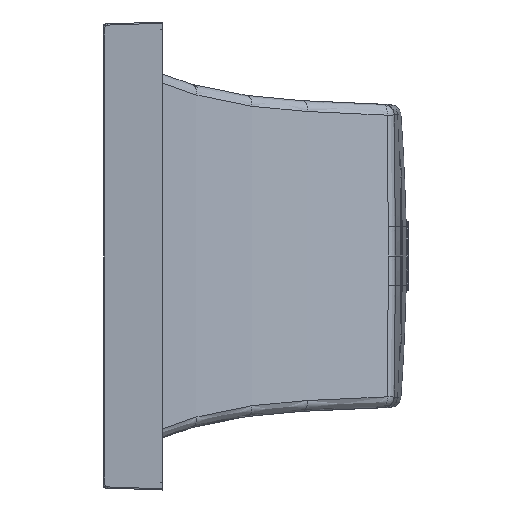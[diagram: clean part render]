
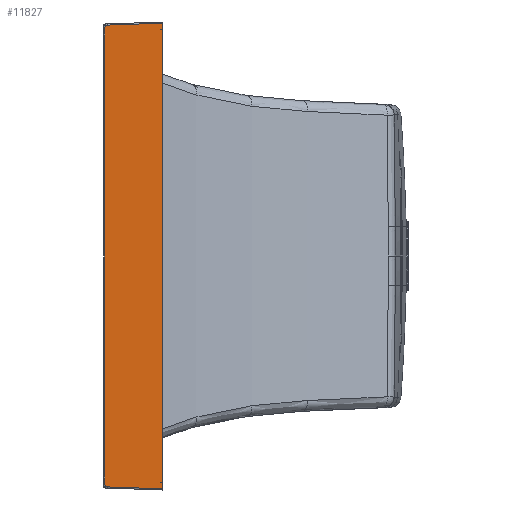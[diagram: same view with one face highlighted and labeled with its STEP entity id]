
A CAD part, left-side view. The second image highlights one B-rep face of the part: STEP entity #11827.
In plain terms, the highlighted planar face has unit normal (-0.999, 0.035, 0).
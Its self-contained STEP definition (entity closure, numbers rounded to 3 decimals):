
#512=CARTESIAN_POINT('',(-975.,-100.,398.001));
#514=DIRECTION('',(0.,0.,-1.));
#515=VECTOR('',#514,796.002);
#516=CARTESIAN_POINT('',(-975.,-100.,398.001));
#517=LINE('',#516,#515);
#518=DIRECTION('',(0.035,0.999,0.035));
#519=VECTOR('',#518,94.257);
#520=CARTESIAN_POINT('',(-975.,-100.,
-398.001));
#521=LINE('',#520,#519);
#522=CARTESIAN_POINT('',(-971.712,-5.858,
-394.714));
#523=CARTESIAN_POINT('',(-971.674,-4.76,
-394.675));
#524=CARTESIAN_POINT('',(-971.636,-3.662,
-394.351));
#525=CARTESIAN_POINT('',(-971.609,-2.896,
-393.611));
#527=CARTESIAN_POINT('',(-971.609,-2.896,
-393.611));
#528=CARTESIAN_POINT('',(-971.584,-2.185,
-392.823));
#529=CARTESIAN_POINT('',(-971.575,-1.931,
-391.705));
#530=CARTESIAN_POINT('',(-971.575,-1.932,
-390.611));
#532=CARTESIAN_POINT('',(-971.575,-1.932,390.611));
#533=CARTESIAN_POINT('',(-971.575,-1.931,391.705));
#534=CARTESIAN_POINT('',(-971.584,-2.185,392.823));
#535=CARTESIAN_POINT('',(-971.609,-2.896,393.611));
#537=CARTESIAN_POINT('',(-971.609,-2.896,393.611));
#538=CARTESIAN_POINT('',(-971.636,-3.662,394.351));
#539=CARTESIAN_POINT('',(-971.674,-4.76,394.675));
#540=CARTESIAN_POINT('',(-971.712,-5.858,394.714));
#542=DIRECTION('',(-0.035,-0.999,0.035));
#543=VECTOR('',#542,94.257);
#544=CARTESIAN_POINT('',(-971.712,-5.858,394.714));
#545=LINE('',#544,#543);
#626=DIRECTION('',(0.,0.001,-1.));
#627=VECTOR('',#626,16.628);
#628=CARTESIAN_POINT('',(-971.576,-1.943,
-373.983));
#629=LINE('',#628,#627);
#679=DIRECTION('',(0.,0.001,-1.));
#680=VECTOR('',#679,22.475);
#681=CARTESIAN_POINT('',(-971.576,-1.958,
-351.508));
#682=LINE('',#681,#680);
#1330=DIRECTION('',(0.,-0.001,-1.));
#1331=VECTOR('',#1330,16.628);
#1332=CARTESIAN_POINT('',(-971.575,-1.932,
390.611));
#1333=LINE('',#1332,#1331);
#1350=DIRECTION('',(0.,-0.001,-1.));
#1351=VECTOR('',#1350,22.475);
#1352=CARTESIAN_POINT('',(-971.576,-1.943,
373.983));
#1353=LINE('',#1352,#1351);
#1359=DIRECTION('',(0.,0.,-1.));
#1360=VECTOR('',#1359,351.508);
#1361=CARTESIAN_POINT('',(-971.576,-1.958,
351.508));
#1362=LINE('',#1361,#1360);
#1372=DIRECTION('',(0.,0.,-1.));
#1373=VECTOR('',#1372,351.508);
#1374=CARTESIAN_POINT('',(-971.576,-1.958,
0.));
#1375=LINE('',#1374,#1373);
#10904=VERTEX_POINT('',#512);
#10905=CARTESIAN_POINT('',(-971.712,-5.858,
394.714));
#10906=VERTEX_POINT('',#10905);
#10907=CARTESIAN_POINT('',(-975.,-100.,
-398.001));
#10908=VERTEX_POINT('',#10907);
#10909=CARTESIAN_POINT('',(-971.712,-5.858,
-394.714));
#10910=VERTEX_POINT('',#10909);
#10911=VERTEX_POINT('',#525);
#10912=VERTEX_POINT('',#530);
#10913=CARTESIAN_POINT('',(-971.576,-1.943,
-373.983));
#10914=VERTEX_POINT('',#10913);
#10915=CARTESIAN_POINT('',(-971.576,-1.958,
-351.508));
#10916=VERTEX_POINT('',#10915);
#10917=CARTESIAN_POINT('',(-971.576,-1.958,
0.));
#10918=VERTEX_POINT('',#10917);
#10919=CARTESIAN_POINT('',(-971.576,-1.958,
351.508));
#10920=VERTEX_POINT('',#10919);
#10921=CARTESIAN_POINT('',(-971.576,-1.943,
373.983));
#10922=VERTEX_POINT('',#10921);
#10923=CARTESIAN_POINT('',(-971.575,-1.932,
390.611));
#10924=VERTEX_POINT('',#10923);
#10925=VERTEX_POINT('',#535);
#11796=CARTESIAN_POINT('',(-973.288,-50.966,
0.));
#11797=DIRECTION('',(0.999,-0.035,0.));
#11798=DIRECTION('',(0.035,0.999,0.));
#11799=AXIS2_PLACEMENT_3D('',#11796,#11797,#11798);
#11800=PLANE('',#11799);
#11801=ORIENTED_EDGE('',*,*,#11054,.T.);
#11803=ORIENTED_EDGE('',*,*,#11802,.T.);
#11805=ORIENTED_EDGE('',*,*,#11804,.T.);
#11807=ORIENTED_EDGE('',*,*,#11806,.T.);
#11809=ORIENTED_EDGE('',*,*,#11808,.F.);
#11811=ORIENTED_EDGE('',*,*,#11810,.F.);
#11813=ORIENTED_EDGE('',*,*,#11812,.F.);
#11815=ORIENTED_EDGE('',*,*,#11814,.F.);
#11817=ORIENTED_EDGE('',*,*,#11816,.F.);
#11819=ORIENTED_EDGE('',*,*,#11818,.F.);
#11821=ORIENTED_EDGE('',*,*,#11820,.T.);
#11823=ORIENTED_EDGE('',*,*,#11822,.T.);
#11824=ORIENTED_EDGE('',*,*,#11788,.T.);
#11825=EDGE_LOOP('',(#11801,#11803,#11805,#11807,#11809,#11811,#11813,#11815,
#11817,#11819,#11821,#11823,#11824));
#11826=FACE_OUTER_BOUND('',#11825,.F.);
#11827=ADVANCED_FACE('',(#11826),#11800,.F.);
#526=B_SPLINE_CURVE_WITH_KNOTS('',3,(#522,#523,#524,#525),.UNSPECIFIED.,.F.,.F.,
(4,4),(0.,1.),.UNSPECIFIED.);
#531=B_SPLINE_CURVE_WITH_KNOTS('',3,(#527,#528,#529,#530),.UNSPECIFIED.,.F.,.F.,
(4,4),(0.,1.),.UNSPECIFIED.);
#536=B_SPLINE_CURVE_WITH_KNOTS('',3,(#532,#533,#534,#535),.UNSPECIFIED.,.F.,.F.,
(4,4),(0.,1.),.UNSPECIFIED.);
#541=B_SPLINE_CURVE_WITH_KNOTS('',3,(#537,#538,#539,#540),.UNSPECIFIED.,.F.,.F.,
(4,4),(0.,1.),.UNSPECIFIED.);
#11054=EDGE_CURVE('',#10904,#10908,#517,.T.);
#11788=EDGE_CURVE('',#10906,#10904,#545,.T.);
#11802=EDGE_CURVE('',#10908,#10910,#521,.T.);
#11804=EDGE_CURVE('',#10910,#10911,#526,.T.);
#11806=EDGE_CURVE('',#10911,#10912,#531,.T.);
#11808=EDGE_CURVE('',#10914,#10912,#629,.T.);
#11810=EDGE_CURVE('',#10916,#10914,#682,.T.);
#11812=EDGE_CURVE('',#10918,#10916,#1375,.T.);
#11814=EDGE_CURVE('',#10920,#10918,#1362,.T.);
#11816=EDGE_CURVE('',#10922,#10920,#1353,.T.);
#11818=EDGE_CURVE('',#10924,#10922,#1333,.T.);
#11820=EDGE_CURVE('',#10924,#10925,#536,.T.);
#11822=EDGE_CURVE('',#10925,#10906,#541,.T.);
